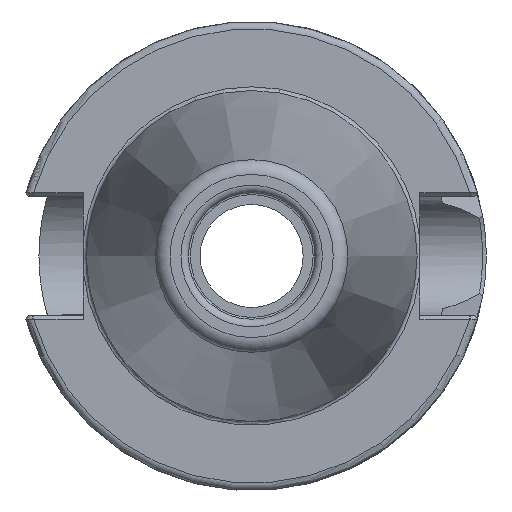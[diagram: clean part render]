
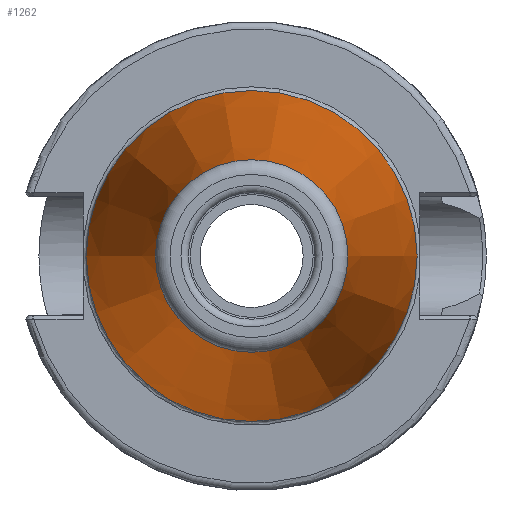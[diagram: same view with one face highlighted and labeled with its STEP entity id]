
A CAD part, left-side view. The second image highlights one B-rep face of the part: STEP entity #1262.
In plain terms, the highlighted conical face has half-angle 8.297 degrees and reference radius 17.581 mm.
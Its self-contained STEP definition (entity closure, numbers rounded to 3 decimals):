
#36=CONICAL_SURFACE('',#1395,17.581,0.145);
#149=LINE('',#2746,#212);
#212=VECTOR('',#1699,17.581);
#295=FACE_OUTER_BOUND('',#365,.T.);
#365=EDGE_LOOP('',(#1096,#1097,#1098,#1099,#1100,#1101,#1102));
#435=CIRCLE('',#1391,12.937);
#436=CIRCLE('',#1392,12.937);
#437=CIRCLE('',#1393,12.937);
#439=CIRCLE('',#1396,22.225);
#440=CIRCLE('',#1397,22.225);
#573=VERTEX_POINT('',#2734);
#574=VERTEX_POINT('',#2735);
#575=VERTEX_POINT('',#2737);
#576=VERTEX_POINT('',#2742);
#577=VERTEX_POINT('',#2743);
#758=EDGE_CURVE('',#573,#574,#435,.T.);
#759=EDGE_CURVE('',#575,#573,#436,.T.);
#760=EDGE_CURVE('',#574,#575,#437,.T.);
#762=EDGE_CURVE('',#576,#577,#439,.T.);
#763=EDGE_CURVE('',#577,#576,#440,.T.);
#764=EDGE_CURVE('',#577,#575,#149,.T.);
#1096=ORIENTED_EDGE('',*,*,#762,.F.);
#1097=ORIENTED_EDGE('',*,*,#763,.F.);
#1098=ORIENTED_EDGE('',*,*,#764,.T.);
#1099=ORIENTED_EDGE('',*,*,#759,.T.);
#1100=ORIENTED_EDGE('',*,*,#758,.T.);
#1101=ORIENTED_EDGE('',*,*,#760,.T.);
#1102=ORIENTED_EDGE('',*,*,#764,.F.);
#1262=ADVANCED_FACE('',(#295),#36,.T.);
#1391=AXIS2_PLACEMENT_3D('',#2736,#1685,#1686);
#1392=AXIS2_PLACEMENT_3D('',#2738,#1687,#1688);
#1393=AXIS2_PLACEMENT_3D('',#2739,#1689,#1690);
#1395=AXIS2_PLACEMENT_3D('',#2741,#1693,#1694);
#1396=AXIS2_PLACEMENT_3D('',#2744,#1695,#1696);
#1397=AXIS2_PLACEMENT_3D('',#2745,#1697,#1698);
#1685=DIRECTION('center_axis',(1.,0.,0.));
#1686=DIRECTION('ref_axis',(0.,0.,-1.));
#1687=DIRECTION('center_axis',(1.,0.,0.));
#1688=DIRECTION('ref_axis',(0.,0.,-1.));
#1689=DIRECTION('center_axis',(1.,0.,0.));
#1690=DIRECTION('ref_axis',(0.,0.,-1.));
#1693=DIRECTION('center_axis',(1.,0.,0.));
#1694=DIRECTION('ref_axis',(0.,1.,0.));
#1695=DIRECTION('center_axis',(1.,0.,0.));
#1696=DIRECTION('ref_axis',(0.,0.,-1.));
#1697=DIRECTION('center_axis',(1.,0.,0.));
#1698=DIRECTION('ref_axis',(0.,0.,-1.));
#1699=DIRECTION('',(-0.99,0.144,0.));
#2734=CARTESIAN_POINT('',(-63.689,12.937,0.));
#2735=CARTESIAN_POINT('',(-63.689,0.,12.937));
#2736=CARTESIAN_POINT('Origin',(-63.689,0.,
0.));
#2737=CARTESIAN_POINT('',(-63.689,-12.937,0.));
#2738=CARTESIAN_POINT('Origin',(-63.689,0.,
0.));
#2739=CARTESIAN_POINT('Origin',(-63.689,0.,
0.));
#2741=CARTESIAN_POINT('Origin',(-31.844,0.,
0.));
#2742=CARTESIAN_POINT('',(0.,22.225,0.));
#2743=CARTESIAN_POINT('',(0.,-22.225,0.));
#2744=CARTESIAN_POINT('Origin',(0.,0.,
0.));
#2745=CARTESIAN_POINT('Origin',(0.,0.,
0.));
#2746=CARTESIAN_POINT('',(-31.844,-17.581,0.));
